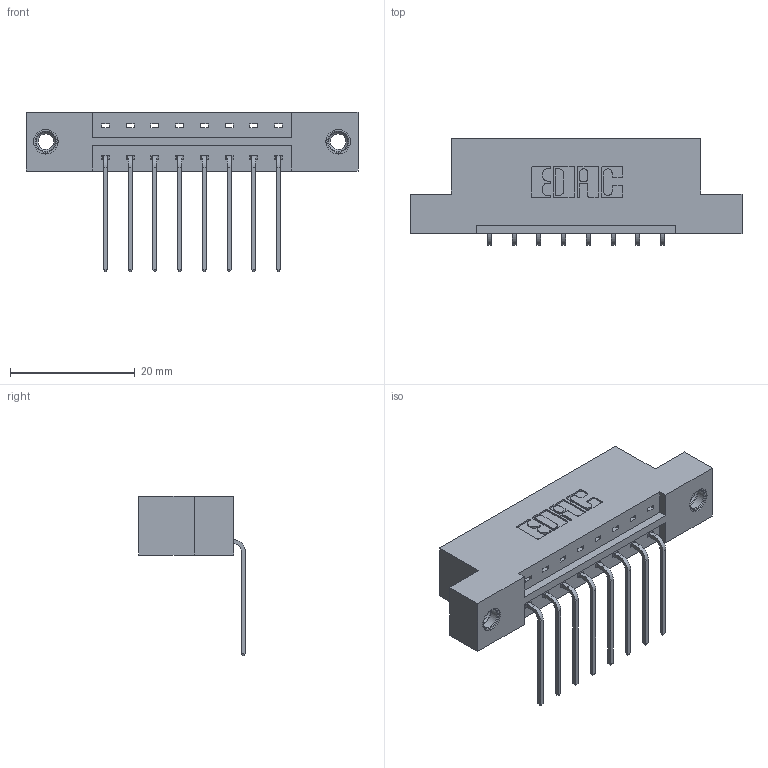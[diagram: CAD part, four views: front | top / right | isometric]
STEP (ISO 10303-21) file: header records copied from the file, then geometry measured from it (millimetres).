
FILE_DESCRIPTION (( 'STEP AP203' ), '1' );
FILE_NAME ('833-008-559-107.STEP', '2020-05-30T16:39:47', ( '' ), ( '' ), 'SwSTEP 2.0', 'SolidWorks 2020', '' );
FILE_SCHEMA (( 'CONFIG_CONTROL_DESIGN' ));
Length unit declared in the file: inch
Products named in the file (4): 345-250-001_345-250-005-103; 833 Part_Flush - .156 Dia - TI; 345-292-001_558 559 Tail - 1; 833-008-559-107
Assembly tree (11 placements, depth 2):
  833-008-559-107
    833 Part_Flush - .156 Dia - TI
    345-292-001_558 559 Tail - 1  x8
    345-250-001_345-250-005-103  x2
Bounding box: 53.24 x 17.09 x 25.53 mm (x, y, z)
Volume: 5078 mm3; surface area: 5472.7 mm2
Topology: 11 solids, 11 shells, 654 faces, 1903 edges, 1250 vertices
Faces by surface type: plane 454, cylinder 184, cone 12, torus 4
Entity records: 10558 total; most frequent: CARTESIAN_POINT 1809, ORIENTED_EDGE 1746, DIRECTION 1627, EDGE_CURVE 873, VECTOR 725, LINE 725, VERTEX_POINT 576, AXIS2_PLACEMENT_3D 451
